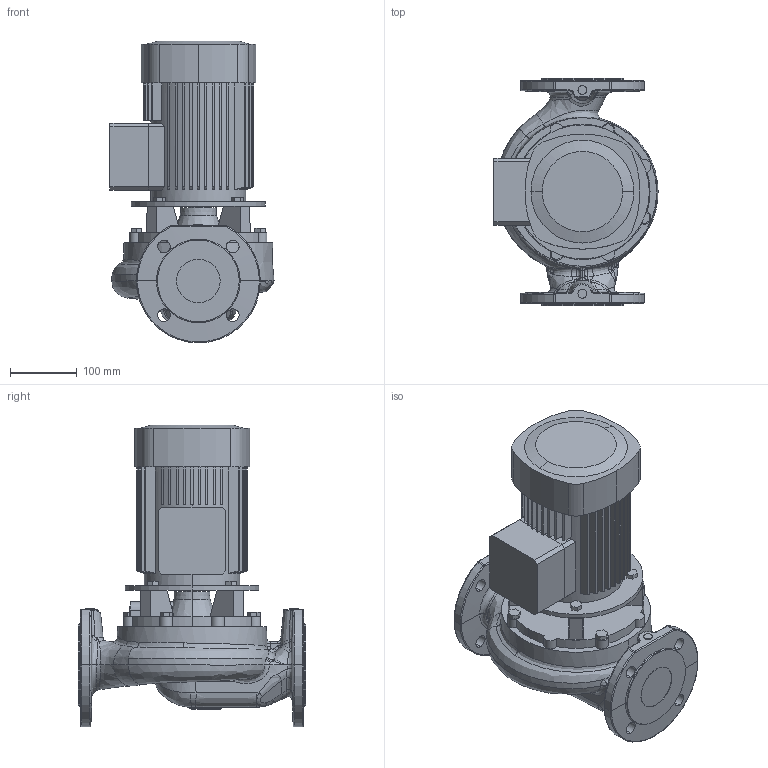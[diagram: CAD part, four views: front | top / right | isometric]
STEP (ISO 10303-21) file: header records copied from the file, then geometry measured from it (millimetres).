
FILE_DESCRIPTION (( 'STEP AP203' ), '1' );
FILE_NAME ('VariA 65-8.5.STEP', '2014-07-08T10:58:32', ( '' ), ( '' ), 'SwSTEP 2.0', 'SolidWorks 2011', '' );
FILE_SCHEMA (( 'CONFIG_CONTROL_DESIGN' ));
Length unit declared in the file: millimetre
Products named in the file (1): VariA 65-8.5
Bounding box: 244.99 x 340 x 450.5 mm (x, y, z)
Volume: 11468385.4 mm3; surface area: 760322.2 mm2
Topology: 4 solids, 4 shells, 660 faces, 1696 edges, 1058 vertices
Faces by surface type: plane 222, bspline 177, cylinder 159, cone 64, torus 23, sphere 15
Entity records: 40167 total; most frequent: CARTESIAN_POINT 25508, ORIENTED_EDGE 3354, DIRECTION 2618, EDGE_CURVE 1677, VERTEX_POINT 1058, AXIS2_PLACEMENT_3D 981, EDGE_LOOP 709, ADVANCED_FACE 660
